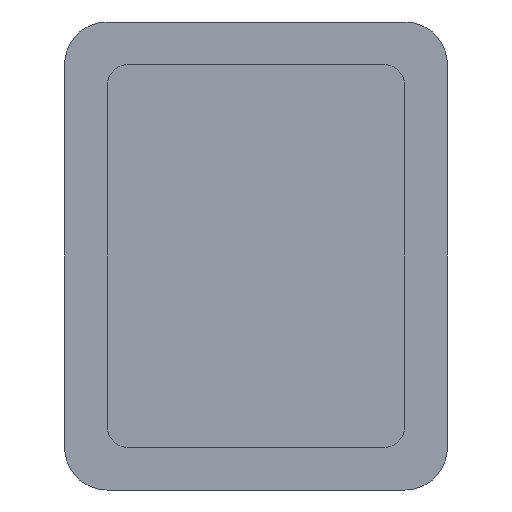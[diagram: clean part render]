
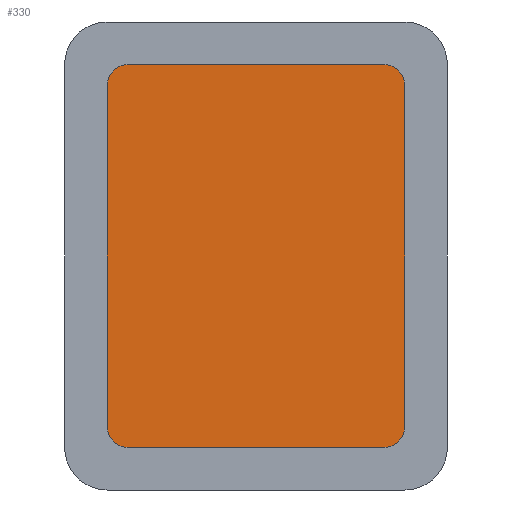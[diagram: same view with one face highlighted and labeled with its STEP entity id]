
A CAD part, front view. The second image highlights one B-rep face of the part: STEP entity #330.
In plain terms, the highlighted planar face has unit normal (0, -1, 0).
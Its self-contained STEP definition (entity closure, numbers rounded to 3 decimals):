
#24=FACE_OUTER_BOUND('',#43,.T.);
#43=EDGE_LOOP('',(#223,#224,#225,#226,#227,#228,#229,#230));
#63=LINE('',#508,#95);
#64=LINE('',#512,#96);
#65=LINE('',#516,#97);
#66=LINE('',#519,#98);
#95=VECTOR('',#404,10.);
#96=VECTOR('',#407,10.);
#97=VECTOR('',#410,10.);
#98=VECTOR('',#413,10.);
#127=CIRCLE('',#364,1.);
#128=CIRCLE('',#365,1.);
#129=CIRCLE('',#366,1.);
#130=CIRCLE('',#367,1.);
#143=VERTEX_POINT('',#504);
#144=VERTEX_POINT('',#505);
#145=VERTEX_POINT('',#507);
#146=VERTEX_POINT('',#509);
#147=VERTEX_POINT('',#511);
#148=VERTEX_POINT('',#513);
#149=VERTEX_POINT('',#515);
#150=VERTEX_POINT('',#517);
#175=EDGE_CURVE('',#143,#144,#127,.T.);
#176=EDGE_CURVE('',#144,#145,#63,.T.);
#177=EDGE_CURVE('',#145,#146,#128,.T.);
#178=EDGE_CURVE('',#146,#147,#64,.T.);
#179=EDGE_CURVE('',#147,#148,#129,.T.);
#180=EDGE_CURVE('',#148,#149,#65,.T.);
#181=EDGE_CURVE('',#149,#150,#130,.T.);
#182=EDGE_CURVE('',#150,#143,#66,.T.);
#223=ORIENTED_EDGE('',*,*,#175,.T.);
#224=ORIENTED_EDGE('',*,*,#176,.T.);
#225=ORIENTED_EDGE('',*,*,#177,.T.);
#226=ORIENTED_EDGE('',*,*,#178,.T.);
#227=ORIENTED_EDGE('',*,*,#179,.T.);
#228=ORIENTED_EDGE('',*,*,#180,.T.);
#229=ORIENTED_EDGE('',*,*,#181,.T.);
#230=ORIENTED_EDGE('',*,*,#182,.T.);
#319=PLANE('',#363);
#330=ADVANCED_FACE('',(#24),#319,.F.);
#363=AXIS2_PLACEMENT_3D('',#503,#400,#401);
#364=AXIS2_PLACEMENT_3D('',#506,#402,#403);
#365=AXIS2_PLACEMENT_3D('',#510,#405,#406);
#366=AXIS2_PLACEMENT_3D('',#514,#408,#409);
#367=AXIS2_PLACEMENT_3D('',#518,#411,#412);
#400=DIRECTION('center_axis',(0.,1.,0.));
#401=DIRECTION('ref_axis',(1.,0.,0.));
#402=DIRECTION('center_axis',(0.,-1.,0.));
#403=DIRECTION('ref_axis',(-0.707,0.,-0.707));
#404=DIRECTION('',(1.,0.,0.));
#405=DIRECTION('center_axis',(0.,-1.,0.));
#406=DIRECTION('ref_axis',(0.707,0.,-0.707));
#407=DIRECTION('',(0.,0.,1.));
#408=DIRECTION('center_axis',(0.,-1.,0.));
#409=DIRECTION('ref_axis',(0.707,0.,0.707));
#410=DIRECTION('',(-1.,0.,0.));
#411=DIRECTION('center_axis',(0.,-1.,0.));
#412=DIRECTION('ref_axis',(-0.707,0.,0.707));
#413=DIRECTION('',(0.,0.,-1.));
#503=CARTESIAN_POINT('Origin',(31.224,0.,-51.438));
#504=CARTESIAN_POINT('',(24.25,0.,-26.35));
#505=CARTESIAN_POINT('',(25.25,0.,-27.35));
#506=CARTESIAN_POINT('Origin',(25.25,0.,-26.35));
#507=CARTESIAN_POINT('',(37.25,0.,-27.35));
#508=CARTESIAN_POINT('',(27.737,0.,-27.35));
#509=CARTESIAN_POINT('',(38.25,0.,-26.35));
#510=CARTESIAN_POINT('Origin',(37.25,0.,-26.35));
#511=CARTESIAN_POINT('',(38.25,0.,-10.35));
#512=CARTESIAN_POINT('',(38.25,0.,-39.394));
#513=CARTESIAN_POINT('',(37.25,0.,-9.35));
#514=CARTESIAN_POINT('Origin',(37.25,0.,-10.35));
#515=CARTESIAN_POINT('',(25.25,0.,-9.35));
#516=CARTESIAN_POINT('',(34.737,0.,-9.35));
#517=CARTESIAN_POINT('',(24.25,0.,-10.35));
#518=CARTESIAN_POINT('Origin',(25.25,0.,-10.35));
#519=CARTESIAN_POINT('',(24.25,0.,-30.394));
